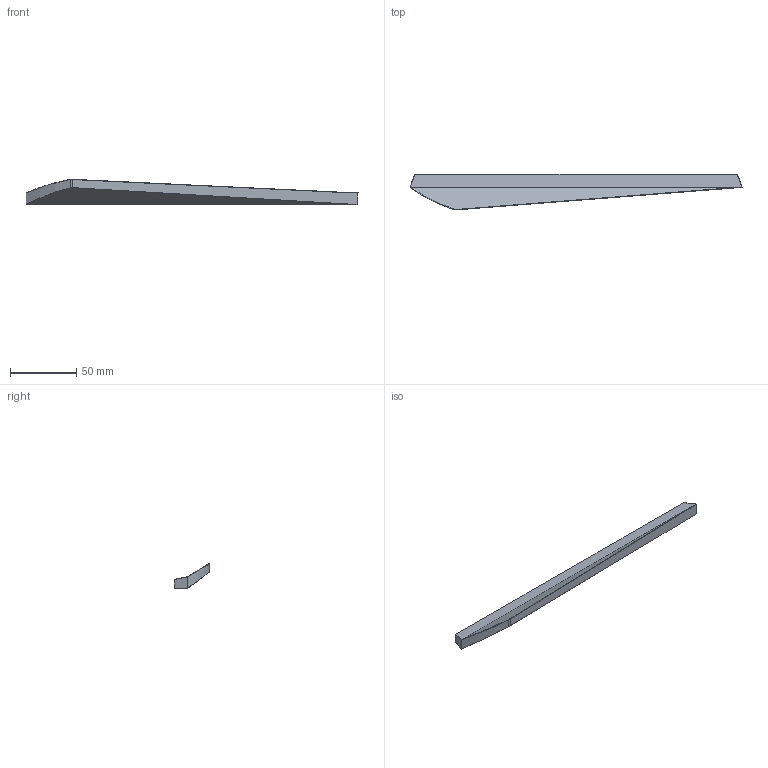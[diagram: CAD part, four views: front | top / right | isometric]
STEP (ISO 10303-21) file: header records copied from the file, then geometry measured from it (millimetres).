
FILE_DESCRIPTION (( 'STEP AP203' ), '1' );
FILE_NAME ('HDL24.MB_STEP_V10421.STEP', '2021-04-21T10:02:20', ( '' ), ( '' ), 'SwSTEP 2.0', 'SolidWorks 2019', '' );
FILE_SCHEMA (( 'CONFIG_CONTROL_DESIGN' ));
Length unit declared in the file: millimetre
Products named in the file (1): HDL24.MB_STEP_V10421
Bounding box: 249.89 x 26.94 x 19.15 mm (x, y, z)
Volume: 37292.3 mm3; surface area: 14057.6 mm2
Topology: 1 solids, 1 shells, 46 faces, 101 edges, 55 vertices
Faces by surface type: cylinder 20, plane 10, sphere 9, bspline 6, torus 1
Entity records: 1354 total; most frequent: CARTESIAN_POINT 344, DIRECTION 202, ORIENTED_EDGE 194, EDGE_CURVE 97, AXIS2_PLACEMENT_3D 83, VERTEX_POINT 55, EDGE_LOOP 48, ADVANCED_FACE 46
